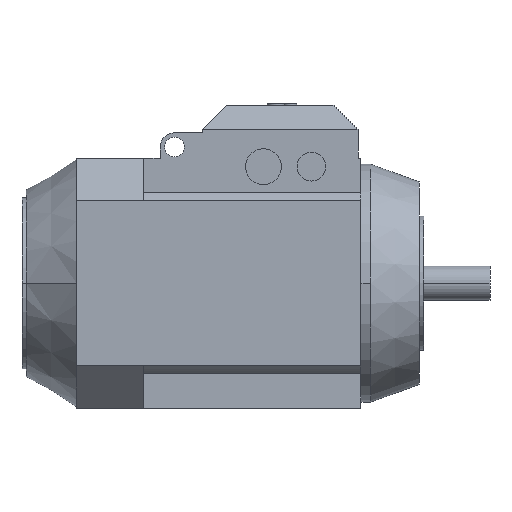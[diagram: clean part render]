
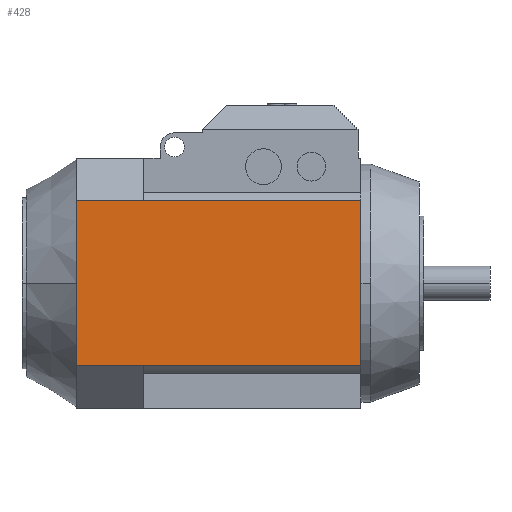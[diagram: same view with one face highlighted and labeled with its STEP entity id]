
A CAD part, left-side view. The second image highlights one B-rep face of the part: STEP entity #428.
In plain terms, the highlighted planar face has unit normal (-1, 0, 0).
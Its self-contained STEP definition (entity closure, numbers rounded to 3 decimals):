
#220=PLANE('',#3209);
#428=ADVANCED_FACE('',(#590),#220,.T.);
#590=FACE_OUTER_BOUND('',#790,.T.);
#790=EDGE_LOOP('',(#1670,#1671,#1672,#1673,#1674,#1675));
#1670=ORIENTED_EDGE('',*,*,#2334,.T.);
#1671=ORIENTED_EDGE('',*,*,#2353,.F.);
#1672=ORIENTED_EDGE('',*,*,#2370,.F.);
#1673=ORIENTED_EDGE('',*,*,#2371,.T.);
#1674=ORIENTED_EDGE('',*,*,#2368,.T.);
#1675=ORIENTED_EDGE('',*,*,#2320,.T.);
#1938=VERTEX_POINT('',#4864);
#1939=VERTEX_POINT('',#4866);
#1950=VERTEX_POINT('',#4893);
#1961=VERTEX_POINT('',#4931);
#1966=VERTEX_POINT('',#4963);
#1967=VERTEX_POINT('',#4967);
#2320=EDGE_CURVE('',#1938,#1939,#2622,.T.);
#2334=EDGE_CURVE('',#1939,#1950,#2633,.T.);
#2353=EDGE_CURVE('',#1961,#1950,#2650,.T.);
#2368=EDGE_CURVE('',#1966,#1938,#2662,.T.);
#2370=EDGE_CURVE('',#1967,#1961,#2664,.T.);
#2371=EDGE_CURVE('',#1967,#1966,#2665,.T.);
#2622=LINE('',#4867,#2916);
#2633=LINE('',#4894,#2927);
#2650=LINE('',#4932,#2944);
#2662=LINE('',#4962,#2956);
#2664=LINE('',#4966,#2958);
#2665=LINE('',#4968,#2959);
#2916=VECTOR('',#3896,1.);
#2927=VECTOR('',#3917,1.);
#2944=VECTOR('',#3954,1.);
#2956=VECTOR('',#3994,1.);
#2958=VECTOR('',#3998,1.);
#2959=VECTOR('',#3999,1.);
#3209=AXIS2_PLACEMENT_3D('',#4969,#4000,#4001);
#3896=DIRECTION('',(0.,-1.,0.));
#3917=DIRECTION('',(0.,0.,1.));
#3954=DIRECTION('',(0.,-1.,0.));
#3994=DIRECTION('',(0.,-1.,0.));
#3998=DIRECTION('',(0.,-1.,0.));
#3999=DIRECTION('',(0.,0.,-1.));
#4000=DIRECTION('',(-1.,0.,0.));
#4001=DIRECTION('',(0.,0.,-1.));
#4864=CARTESIAN_POINT('',(-88.5,-47.5,-58.578));
#4866=CARTESIAN_POINT('',(-88.5,-201.5,-58.578));
#4867=CARTESIAN_POINT('',(-88.5,-47.5,-58.578));
#4893=CARTESIAN_POINT('',(-88.5,-201.5,58.578));
#4894=CARTESIAN_POINT('',(-88.5,-201.5,-58.578));
#4931=CARTESIAN_POINT('',(-88.5,-47.5,58.578));
#4932=CARTESIAN_POINT('',(-88.5,-47.5,58.578));
#4962=CARTESIAN_POINT('',(-88.5,0.,-58.578));
#4963=CARTESIAN_POINT('',(-88.5,0.,-58.578));
#4966=CARTESIAN_POINT('',(-88.5,0.,58.578));
#4967=CARTESIAN_POINT('',(-88.5,0.,58.578));
#4968=CARTESIAN_POINT('',(-88.5,0.,58.578));
#4969=CARTESIAN_POINT('',(-88.5,0.,-58.578));
